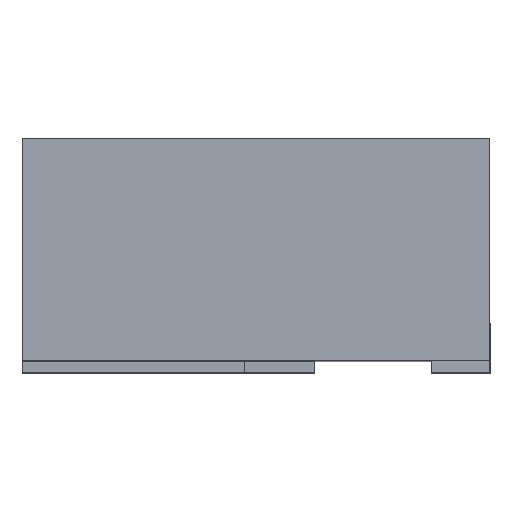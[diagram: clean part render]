
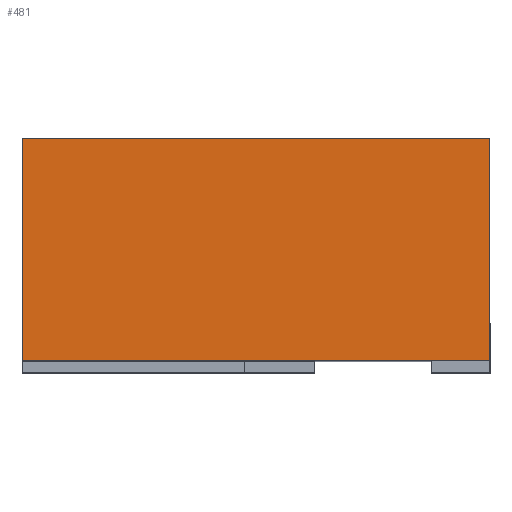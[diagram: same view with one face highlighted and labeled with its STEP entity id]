
A CAD part, top view. The second image highlights one B-rep face of the part: STEP entity #481.
In plain terms, the highlighted planar face has unit normal (0, 0, 1).
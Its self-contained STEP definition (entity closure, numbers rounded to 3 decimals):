
#7 = CARTESIAN_POINT ( 'NONE',  ( 1., 4.828, 1. ) ) ;
#106 = VECTOR ( 'NONE', #2646, 1000. ) ;
#177 = ORIENTED_EDGE ( 'NONE', *, *, #3090, .F. ) ;
#187 = VECTOR ( 'NONE', #1928, 1000. ) ;
#243 = DIRECTION ( 'NONE',  ( -1., 0., 0. ) ) ;
#379 = CARTESIAN_POINT ( 'NONE',  ( -1., 0.05, 1. ) ) ;
#465 = EDGE_CURVE ( 'NONE', #2802, #3091, #1283, .T. ) ;
#481 = ADVANCED_FACE ( 'NONE', ( #2923 ), #1960, .F. ) ;
#583 = CARTESIAN_POINT ( 'NONE',  ( -1., 1., 1. ) ) ;
#591 = ORIENTED_EDGE ( 'NONE', *, *, #465, .T. ) ;
#934 = CARTESIAN_POINT ( 'NONE',  ( -1., 4.828, 1. ) ) ;
#978 = DIRECTION ( 'NONE',  ( 0., 0., -1. ) ) ;
#1119 = DIRECTION ( 'NONE',  ( 1., 0., 0. ) ) ;
#1236 = LINE ( 'NONE', #1352, #106 ) ;
#1283 = LINE ( 'NONE', #1368, #1358 ) ;
#1352 = CARTESIAN_POINT ( 'NONE',  ( 1., 4.828, 1. ) ) ;
#1358 = VECTOR ( 'NONE', #1119, 1000. ) ;
#1368 = CARTESIAN_POINT ( 'NONE',  ( 1., 0.05, 1. ) ) ;
#1645 = EDGE_CURVE ( 'NONE', #2565, #3091, #1236, .T. ) ;
#1670 = CARTESIAN_POINT ( 'NONE',  ( 1., 1., 1. ) ) ;
#1717 = DIRECTION ( 'NONE',  ( 1., 0., 0. ) ) ;
#1928 = DIRECTION ( 'NONE',  ( 0., -1., 0. ) ) ;
#1959 = EDGE_LOOP ( 'NONE', ( #177, #2542, #591, #2778 ) ) ;
#1960 = PLANE ( 'NONE',  #2098 ) ;
#2020 = VECTOR ( 'NONE', #1717, 1000. ) ;
#2068 = CARTESIAN_POINT ( 'NONE',  ( 1., 1., 1. ) ) ;
#2098 = AXIS2_PLACEMENT_3D ( 'NONE', #7, #978, #243 ) ;
#2342 = VERTEX_POINT ( 'NONE', #583 ) ;
#2401 = LINE ( 'NONE', #934, #187 ) ;
#2542 = ORIENTED_EDGE ( 'NONE', *, *, #3099, .T. ) ;
#2565 = VERTEX_POINT ( 'NONE', #2068 ) ;
#2643 = CARTESIAN_POINT ( 'NONE',  ( 1., 0.05, 1. ) ) ;
#2646 = DIRECTION ( 'NONE',  ( 0., -1., 0. ) ) ;
#2778 = ORIENTED_EDGE ( 'NONE', *, *, #1645, .F. ) ;
#2802 = VERTEX_POINT ( 'NONE', #379 ) ;
#2923 = FACE_OUTER_BOUND ( 'NONE', #1959, .T. ) ;
#2968 = LINE ( 'NONE', #1670, #2020 ) ;
#3090 = EDGE_CURVE ( 'NONE', #2342, #2565, #2968, .T. ) ;
#3091 = VERTEX_POINT ( 'NONE', #2643 ) ;
#3099 = EDGE_CURVE ( 'NONE', #2342, #2802, #2401, .T. ) ;
